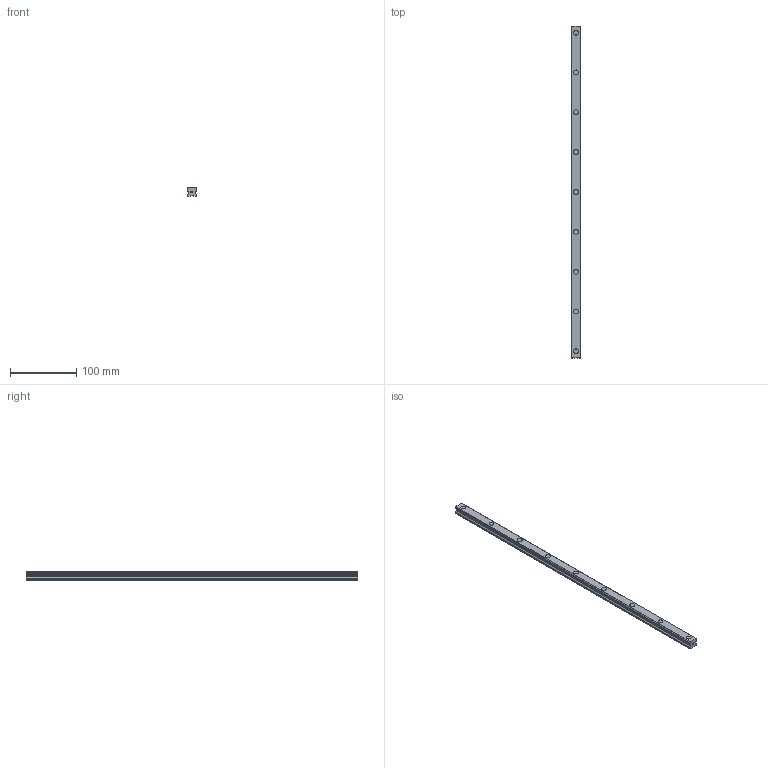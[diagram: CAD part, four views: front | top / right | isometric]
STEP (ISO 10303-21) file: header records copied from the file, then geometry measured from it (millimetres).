
FILE_DESCRIPTION(('STEP AP214'),'1');
FILE_NAME('cctmp_1A32F45F-09DF-4F89-A957-AA2DB37328E4_2021_02_02_11_37_44_0264..stp','2021-02-02T10:37:44',('HIWIN GmbH'),('CADClick - www.CADClick.com'),'Spatial InterOp 3D',' ','unknown authorization');
FILE_SCHEMA(('AUTOMOTIVE_DESIGN'));
Length unit declared in the file: millimetre
Products named in the file (1): EGR15U500C_FILE
Bounding box: 15 x 500 x 12.5 mm (x, y, z)
Volume: 79435.9 mm3; surface area: 30900 mm2
Topology: 1 solids, 1 shells, 193 faces, 507 edges, 338 vertices
Faces by surface type: plane 121, cylinder 72
Entity records: 7569 total; most frequent: DIRECTION 1075, CARTESIAN_POINT 1039, ORIENTED_EDGE 1014, EDGE_CURVE 507, AXIS2_PLACEMENT_3D 374, VERTEX_POINT 338, LINE 327, VECTOR 327
